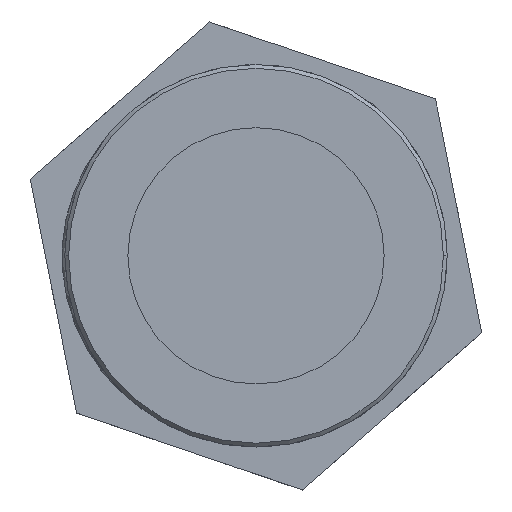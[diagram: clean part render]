
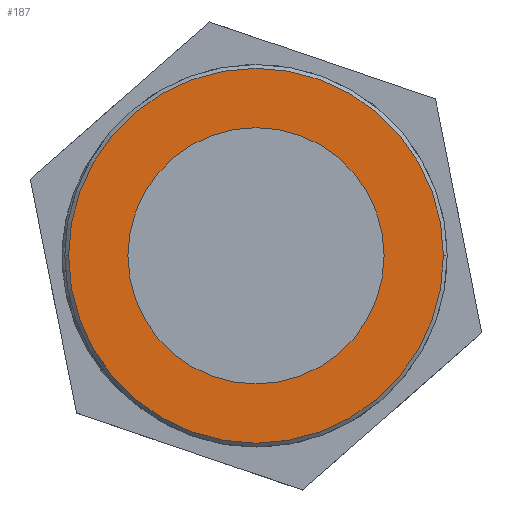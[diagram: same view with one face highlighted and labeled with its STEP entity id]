
A CAD part, top view. The second image highlights one B-rep face of the part: STEP entity #187.
In plain terms, the highlighted planar face has unit normal (0, 0, 1).
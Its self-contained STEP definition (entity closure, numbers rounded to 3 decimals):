
#187=ADVANCED_FACE('',(#531,#532),#533,.F.);
#531=FACE_OUTER_BOUND('',#1229,.T.);
#532=FACE_BOUND('',#1230,.T.);
#533=PLANE('',#1231);
#1229=EDGE_LOOP('',(#5787,#5788));
#1230=EDGE_LOOP('',(#5789,#5790));
#1231=AXIS2_PLACEMENT_3D('',#5791,#5792,#5793);
#5787=ORIENTED_EDGE('',*,*,#8534,.T.);
#5788=ORIENTED_EDGE('',*,*,#8506,.T.);
#5789=ORIENTED_EDGE('',*,*,#8535,.F.);
#5790=ORIENTED_EDGE('',*,*,#8519,.F.);
#5791=CARTESIAN_POINT('',(0.,0.0,16.25));
#5792=DIRECTION('',(0.0,0.0,-1.0));
#5793=DIRECTION('',(0.0,-1.0,0.0));
#8506=EDGE_CURVE('',#9405,#9402,#9406,.F.);
#8519=EDGE_CURVE('',#9428,#9426,#9430,.F.);
#8534=EDGE_CURVE('',#9402,#9405,#9456,.F.);
#8535=EDGE_CURVE('',#9426,#9428,#9457,.F.);
#9402=VERTEX_POINT('',#10890);
#9405=VERTEX_POINT('',#10894);
#9406=CIRCLE('',#10895,12.25);
#9426=VERTEX_POINT('',#10920);
#9428=VERTEX_POINT('',#10923);
#9430=CIRCLE('',#10926,8.375);
#9456=CIRCLE('',#10958,12.25);
#9457=CIRCLE('',#10959,8.375);
#10890=CARTESIAN_POINT('',(-12.25,0.0,16.25));
#10894=CARTESIAN_POINT('',(12.25,0.,16.25));
#10895=AXIS2_PLACEMENT_3D('',#15968,#15969,#15970);
#10920=CARTESIAN_POINT('',(-8.375,0.0,16.25));
#10923=CARTESIAN_POINT('',(8.375,0.,16.25));
#10926=AXIS2_PLACEMENT_3D('',#15993,#15994,#15995);
#10958=AXIS2_PLACEMENT_3D('',#16026,#16027,#16028);
#10959=AXIS2_PLACEMENT_3D('',#16029,#16030,#16031);
#15968=CARTESIAN_POINT('',(0.,0.0,16.25));
#15969=DIRECTION('',(0.0,0.0,-1.0));
#15970=DIRECTION('',(-1.0,0.0,0.0));
#15993=CARTESIAN_POINT('',(0.,0.0,16.25));
#15994=DIRECTION('',(0.0,0.0,-1.0));
#15995=DIRECTION('',(-1.0,0.0,0.0));
#16026=CARTESIAN_POINT('',(0.,0.0,16.25));
#16027=DIRECTION('',(0.0,0.0,-1.0));
#16028=DIRECTION('',(-1.0,0.0,0.0));
#16029=CARTESIAN_POINT('',(0.,0.0,16.25));
#16030=DIRECTION('',(0.0,0.0,-1.0));
#16031=DIRECTION('',(-1.0,0.0,0.0));
